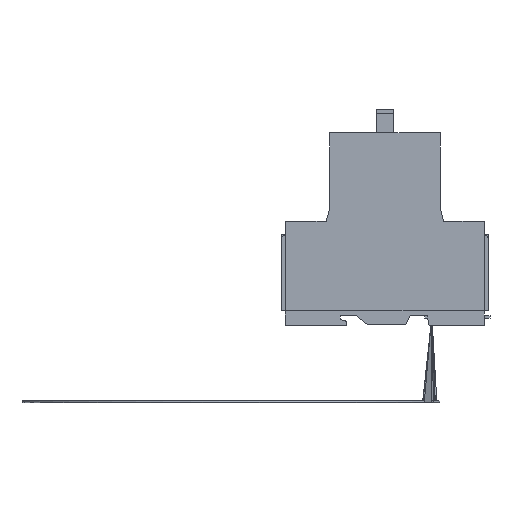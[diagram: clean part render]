
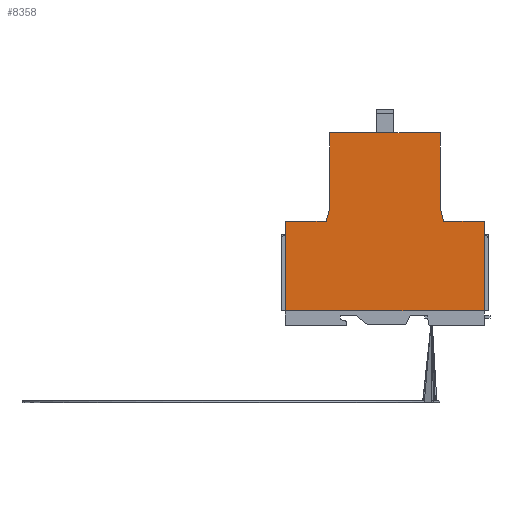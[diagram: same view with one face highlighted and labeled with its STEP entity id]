
A CAD part, left-side view. The second image highlights one B-rep face of the part: STEP entity #8358.
In plain terms, the highlighted planar face has unit normal (-1, 0, 0).
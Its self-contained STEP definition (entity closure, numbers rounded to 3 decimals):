
#233 = EDGE_CURVE ( 'NONE', #8237, #640, #13852, .T. ) ;
#247 = EDGE_CURVE ( 'NONE', #640, #271, #13898, .T. ) ;
#271 = VERTEX_POINT ( 'NONE', #13946 ) ;
#457 = EDGE_CURVE ( 'NONE', #21149, #21201, #14734, .T. ) ;
#458 = EDGE_CURVE ( 'NONE', #21154, #21157, #14730, .T. ) ;
#640 = VERTEX_POINT ( 'NONE', #15337 ) ;
#675 = EDGE_CURVE ( 'NONE', #271, #11222, #15450, .T. ) ;
#1085 = CARTESIAN_POINT ( 'NONE',  ( 0., -22.25, 17.5 ) ) ;
#1140 = DIRECTION ( 'NONE',  ( 0., -1., 0. ) ) ;
#1141 = VECTOR ( 'NONE', #1140, 1000. ) ;
#1142 = CARTESIAN_POINT ( 'NONE',  ( 0., -22.25, 17.5 ) ) ;
#1143 = LINE ( 'NONE', #1142, #1141 ) ;
#8237 = VERTEX_POINT ( 'NONE', #18532 ) ;
#8243 = EDGE_LOOP ( 'NONE', ( #8245, #8246, #8660, #8657, #8661, #8658, #8639, #8610, #8649, #8648 ) ) ;
#8245 = ORIENTED_EDGE ( 'NONE', *, *, #457, .F. ) ;
#8246 = ORIENTED_EDGE ( 'NONE', *, *, #8332, .F. ) ;
#8332 = EDGE_CURVE ( 'NONE', #21040, #21149, #18676, .T. ) ;
#8358 = ADVANCED_FACE ( 'NONE', ( #18726 ), #18757, .T. ) ;
#8610 = ORIENTED_EDGE ( 'NONE', *, *, #458, .F. ) ;
#8639 = ORIENTED_EDGE ( 'NONE', *, *, #18297, .F. ) ;
#8648 = ORIENTED_EDGE ( 'NONE', *, *, #12166, .F. ) ;
#8649 = ORIENTED_EDGE ( 'NONE', *, *, #21158, .F. ) ;
#8657 = ORIENTED_EDGE ( 'NONE', *, *, #675, .F. ) ;
#8658 = ORIENTED_EDGE ( 'NONE', *, *, #233, .F. ) ;
#8660 = ORIENTED_EDGE ( 'NONE', *, *, #21114, .F. ) ;
#8661 = ORIENTED_EDGE ( 'NONE', *, *, #247, .F. ) ;
#10572 = DIRECTION ( 'NONE',  ( 0., -1., 0. ) ) ;
#10573 = VECTOR ( 'NONE', #10572, 1000. ) ;
#10574 = CARTESIAN_POINT ( 'NONE',  ( 0., -23.625, -18. ) ) ;
#10575 = LINE ( 'NONE', #10574, #10573 ) ;
#10866 = CARTESIAN_POINT ( 'NONE',  ( 0., 23.625, -18. ) ) ;
#11185 = DIRECTION ( 'NONE',  ( 0., -1., 0. ) ) ;
#11186 = VECTOR ( 'NONE', #11185, 1000. ) ;
#11187 = CARTESIAN_POINT ( 'NONE',  ( 0., 40., -18. ) ) ;
#11188 = LINE ( 'NONE', #11187, #11186 ) ;
#11222 = VERTEX_POINT ( 'NONE', #20094 ) ;
#11349 = CARTESIAN_POINT ( 'NONE',  ( 0., 22.25, -12.75 ) ) ;
#11381 = CARTESIAN_POINT ( 'NONE',  ( 0., -22.25, -12.75 ) ) ;
#11412 = DIRECTION ( 'NONE',  ( 0., 0., -1. ) ) ;
#11413 = VECTOR ( 'NONE', #11412, 1000. ) ;
#11414 = CARTESIAN_POINT ( 'NONE',  ( 0., -22.25, 17.5 ) ) ;
#11415 = LINE ( 'NONE', #11414, #11413 ) ;
#11416 = CARTESIAN_POINT ( 'NONE',  ( 0., -23.625, -18. ) ) ;
#11477 = CARTESIAN_POINT ( 'NONE',  ( 0., 22.25, 17.5 ) ) ;
#12165 = VERTEX_POINT ( 'NONE', #1085 ) ;
#12166 = EDGE_CURVE ( 'NONE', #21201, #12165, #1143, .T. ) ;
#13849 = DIRECTION ( 'NONE',  ( 0., 0., -1. ) ) ;
#13850 = VECTOR ( 'NONE', #13849, 1000. ) ;
#13851 = CARTESIAN_POINT ( 'NONE',  ( 0., -40., -18. ) ) ;
#13852 = LINE ( 'NONE', #13851, #13850 ) ;
#13895 = DIRECTION ( 'NONE',  ( 0., 1., 0. ) ) ;
#13896 = VECTOR ( 'NONE', #13895, 1000. ) ;
#13897 = CARTESIAN_POINT ( 'NONE',  ( 0., -40., -54. ) ) ;
#13898 = LINE ( 'NONE', #13897, #13896 ) ;
#13946 = CARTESIAN_POINT ( 'NONE',  ( 0., 40., -54. ) ) ;
#14727 = DIRECTION ( 'NONE',  ( 0., -0.253, -0.967 ) ) ;
#14728 = VECTOR ( 'NONE', #14727, 1000. ) ;
#14729 = CARTESIAN_POINT ( 'NONE',  ( 0., -22.25, -12.75 ) ) ;
#14730 = LINE ( 'NONE', #14729, #14728 ) ;
#14731 = DIRECTION ( 'NONE',  ( 0., 0., 1. ) ) ;
#14732 = VECTOR ( 'NONE', #14731, 1000. ) ;
#14733 = CARTESIAN_POINT ( 'NONE',  ( 0., 22.25, -12.75 ) ) ;
#14734 = LINE ( 'NONE', #14733, #14732 ) ;
#15337 = CARTESIAN_POINT ( 'NONE',  ( 0., -40., -54. ) ) ;
#15445 = DIRECTION ( 'NONE',  ( 0., 0., 1. ) ) ;
#15447 = VECTOR ( 'NONE', #15445, 1000. ) ;
#15449 = CARTESIAN_POINT ( 'NONE',  ( 0., 40., -18. ) ) ;
#15450 = LINE ( 'NONE', #15449, #15447 ) ;
#18297 = EDGE_CURVE ( 'NONE', #21157, #8237, #10575, .T. ) ;
#18532 = CARTESIAN_POINT ( 'NONE',  ( 0., -40., -18. ) ) ;
#18673 = DIRECTION ( 'NONE',  ( 0., -0.253, 0.967 ) ) ;
#18674 = VECTOR ( 'NONE', #18673, 1000. ) ;
#18675 = CARTESIAN_POINT ( 'NONE',  ( 0., 22.25, -12.75 ) ) ;
#18676 = LINE ( 'NONE', #18675, #18674 ) ;
#18726 = FACE_OUTER_BOUND ( 'NONE', #8243, .T. ) ;
#18752 = DIRECTION ( 'NONE',  ( 0., 0., 1. ) ) ;
#18753 = DIRECTION ( 'NONE',  ( -1., 0., 0. ) ) ;
#18754 = CARTESIAN_POINT ( 'NONE',  ( 0., 22.25, 17.5 ) ) ;
#18755 = AXIS2_PLACEMENT_3D ( 'NONE', #18754, #18753, #18752 ) ;
#18757 = PLANE ( 'NONE',  #18755 ) ;
#20094 = CARTESIAN_POINT ( 'NONE',  ( 0., 40., -18. ) ) ;
#21040 = VERTEX_POINT ( 'NONE', #10866 ) ;
#21114 = EDGE_CURVE ( 'NONE', #11222, #21040, #11188, .T. ) ;
#21149 = VERTEX_POINT ( 'NONE', #11349 ) ;
#21154 = VERTEX_POINT ( 'NONE', #11381 ) ;
#21157 = VERTEX_POINT ( 'NONE', #11416 ) ;
#21158 = EDGE_CURVE ( 'NONE', #12165, #21154, #11415, .T. ) ;
#21201 = VERTEX_POINT ( 'NONE', #11477 ) ;
